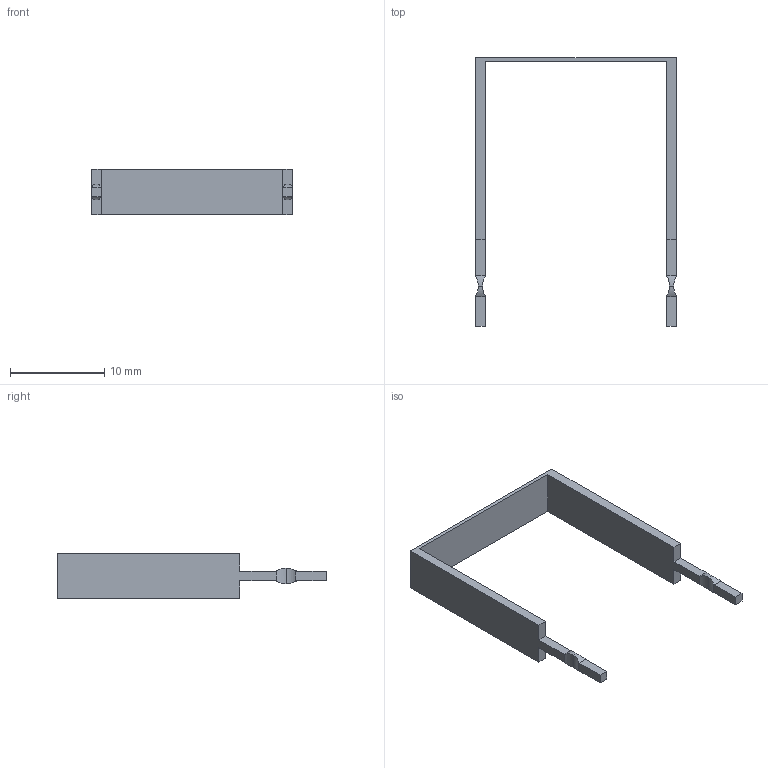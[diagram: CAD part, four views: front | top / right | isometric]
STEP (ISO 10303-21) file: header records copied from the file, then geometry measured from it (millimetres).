
FILE_DESCRIPTION(('STEP AP214'),'1');
FILE_NAME('70155186.stp','2018-08-15T10:04:09',('TraceParts'),('TraceParts S.A.'),'Spatial InterOp 3D',' ',' ');
FILE_SCHEMA(('automotive_design'));
Length unit declared in the file: millimetre
Products named in the file (1): 70155186
Bounding box: 21.33 x 28.58 x 4.8 mm (x, y, z)
Volume: 244 mm3; surface area: 742.7 mm2
Topology: 1 solids, 1 shells, 42 faces, 112 edges, 72 vertices
Faces by surface type: plane 26, cylinder 16
Entity records: 1487 total; most frequent: CARTESIAN_POINT 443, ORIENTED_EDGE 224, DIRECTION 198, EDGE_CURVE 112, LINE 80, VECTOR 80, VERTEX_POINT 72, AXIS2_PLACEMENT_3D 59
